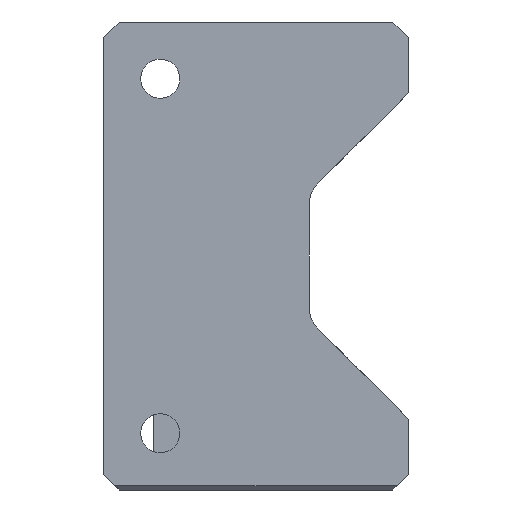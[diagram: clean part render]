
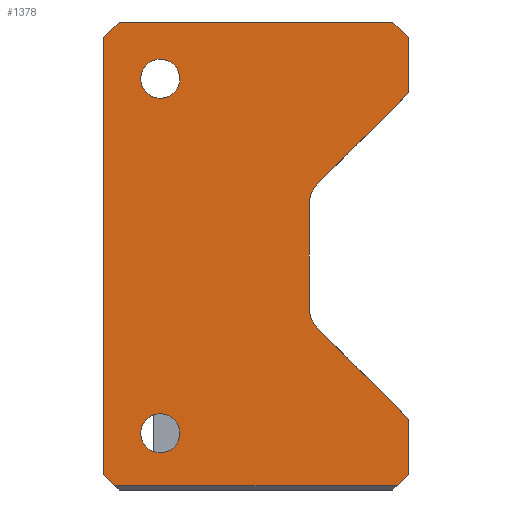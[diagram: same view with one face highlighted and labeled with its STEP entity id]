
A CAD part, front view. The second image highlights one B-rep face of the part: STEP entity #1378.
In plain terms, the highlighted face is planar.
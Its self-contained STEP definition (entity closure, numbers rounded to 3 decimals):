
#24=FACE_BOUND('',#168,.T.);
#25=FACE_BOUND('',#169,.T.);
#45=CIRCLE('',#1467,4.);
#47=CIRCLE('',#1474,4.);
#48=CIRCLE('',#1487,2.75);
#49=CIRCLE('',#1488,2.75);
#89=FACE_OUTER_BOUND('',#167,.T.);
#167=EDGE_LOOP('',(#1047,#1048,#1049,#1050,#1051,#1052,#1053,#1054,#1055,
#1056,#1057,#1058,#1059,#1060));
#168=EDGE_LOOP('',(#1061));
#169=EDGE_LOOP('',(#1062));
#251=LINE('',#1980,#419);
#275=LINE('',#2047,#443);
#285=LINE('',#2076,#453);
#290=LINE('',#2092,#458);
#313=LINE('',#2139,#481);
#315=LINE('',#2142,#483);
#316=LINE('',#2144,#484);
#317=LINE('',#2146,#485);
#318=LINE('',#2148,#486);
#319=LINE('',#2150,#487);
#320=LINE('',#2152,#488);
#321=LINE('',#2153,#489);
#419=VECTOR('',#1581,10.);
#443=VECTOR('',#1637,10.);
#453=VECTOR('',#1663,10.);
#458=VECTOR('',#1680,10.);
#481=VECTOR('',#1723,10.);
#483=VECTOR('',#1727,10.);
#484=VECTOR('',#1728,10.);
#485=VECTOR('',#1729,10.);
#486=VECTOR('',#1730,10.);
#487=VECTOR('',#1731,10.);
#488=VECTOR('',#1732,10.);
#489=VECTOR('',#1733,10.);
#587=VERTEX_POINT('',#1977);
#588=VERTEX_POINT('',#1979);
#614=VERTEX_POINT('',#2044);
#615=VERTEX_POINT('',#2046);
#620=VERTEX_POINT('',#2064);
#622=VERTEX_POINT('',#2073);
#623=VERTEX_POINT('',#2075);
#625=VERTEX_POINT('',#2087);
#639=VERTEX_POINT('',#2138);
#640=VERTEX_POINT('',#2143);
#641=VERTEX_POINT('',#2145);
#642=VERTEX_POINT('',#2147);
#643=VERTEX_POINT('',#2149);
#644=VERTEX_POINT('',#2151);
#645=VERTEX_POINT('',#2154);
#646=VERTEX_POINT('',#2156);
#712=EDGE_CURVE('',#587,#588,#251,.T.);
#745=EDGE_CURVE('',#614,#615,#275,.T.);
#753=EDGE_CURVE('',#615,#620,#45,.T.);
#759=EDGE_CURVE('',#622,#623,#285,.T.);
#765=EDGE_CURVE('',#625,#622,#47,.T.);
#767=EDGE_CURVE('',#620,#625,#290,.T.);
#790=EDGE_CURVE('',#588,#639,#313,.T.);
#792=EDGE_CURVE('',#587,#623,#315,.T.);
#793=EDGE_CURVE('',#614,#640,#316,.T.);
#794=EDGE_CURVE('',#641,#640,#317,.T.);
#795=EDGE_CURVE('',#641,#642,#318,.T.);
#796=EDGE_CURVE('',#643,#642,#319,.T.);
#797=EDGE_CURVE('',#643,#644,#320,.T.);
#798=EDGE_CURVE('',#639,#644,#321,.T.);
#799=EDGE_CURVE('',#645,#645,#48,.T.);
#800=EDGE_CURVE('',#646,#646,#49,.T.);
#1047=ORIENTED_EDGE('',*,*,#790,.F.);
#1048=ORIENTED_EDGE('',*,*,#712,.F.);
#1049=ORIENTED_EDGE('',*,*,#792,.T.);
#1050=ORIENTED_EDGE('',*,*,#759,.F.);
#1051=ORIENTED_EDGE('',*,*,#765,.F.);
#1052=ORIENTED_EDGE('',*,*,#767,.F.);
#1053=ORIENTED_EDGE('',*,*,#753,.F.);
#1054=ORIENTED_EDGE('',*,*,#745,.F.);
#1055=ORIENTED_EDGE('',*,*,#793,.T.);
#1056=ORIENTED_EDGE('',*,*,#794,.F.);
#1057=ORIENTED_EDGE('',*,*,#795,.T.);
#1058=ORIENTED_EDGE('',*,*,#796,.F.);
#1059=ORIENTED_EDGE('',*,*,#797,.T.);
#1060=ORIENTED_EDGE('',*,*,#798,.F.);
#1061=ORIENTED_EDGE('',*,*,#799,.T.);
#1062=ORIENTED_EDGE('',*,*,#800,.T.);
#1307=PLANE('',#1486);
#1378=ADVANCED_FACE('',(#89,#24,#25),#1307,.T.);
#1467=AXIS2_PLACEMENT_3D('',#2065,#1652,#1653);
#1474=AXIS2_PLACEMENT_3D('',#2089,#1675,#1676);
#1486=AXIS2_PLACEMENT_3D('',#2141,#1725,#1726);
#1487=AXIS2_PLACEMENT_3D('',#2155,#1734,#1735);
#1488=AXIS2_PLACEMENT_3D('',#2157,#1736,#1737);
#1581=DIRECTION('',(-0.707,0.,0.707));
#1637=DIRECTION('',(-0.707,0.,0.707));
#1652=DIRECTION('center_axis',(0.,1.,0.));
#1653=DIRECTION('ref_axis',(-0.924,0.,-0.383));
#1663=DIRECTION('',(0.707,0.,0.707));
#1675=DIRECTION('center_axis',(0.,1.,0.));
#1676=DIRECTION('ref_axis',(-0.924,0.,0.383));
#1680=DIRECTION('',(0.,0.,1.));
#1723=DIRECTION('',(-1.,0.,0.));
#1725=DIRECTION('center_axis',(0.,1.,0.));
#1726=DIRECTION('ref_axis',(0.,0.,1.));
#1727=DIRECTION('',(0.,0.,-1.));
#1728=DIRECTION('',(0.,0.,-1.));
#1729=DIRECTION('',(0.707,0.,0.707));
#1730=DIRECTION('',(-1.,0.,0.));
#1731=DIRECTION('',(0.707,0.,-0.707));
#1732=DIRECTION('',(0.,0.,1.));
#1733=DIRECTION('',(-0.707,0.,-0.707));
#1734=DIRECTION('center_axis',(0.,-1.,0.));
#1735=DIRECTION('ref_axis',(-1.,0.,0.));
#1736=DIRECTION('center_axis',(0.,-1.,0.));
#1737=DIRECTION('ref_axis',(-1.,0.,0.));
#1977=CARTESIAN_POINT('',(24.,19.,22.8));
#1979=CARTESIAN_POINT('',(22.4,19.,24.4));
#1980=CARTESIAN_POINT('',(29.4,19.,17.4));
#2044=CARTESIAN_POINT('',(24.,19.,-31.));
#2046=CARTESIAN_POINT('',(11.172,19.,-18.172));
#2047=CARTESIAN_POINT('',(24.,19.,-31.));
#2064=CARTESIAN_POINT('',(10.,19.,-15.343));
#2065=CARTESIAN_POINT('Origin',(14.,19.,-15.343));
#2073=CARTESIAN_POINT('',(11.172,19.,2.172));
#2075=CARTESIAN_POINT('',(24.,19.,15.));
#2076=CARTESIAN_POINT('',(10.,19.,1.));
#2087=CARTESIAN_POINT('',(10.,19.,-0.657));
#2089=CARTESIAN_POINT('Origin',(14.,19.,-0.657));
#2092=CARTESIAN_POINT('',(10.,19.,-17.));
#2138=CARTESIAN_POINT('',(-17.4,19.,24.4));
#2139=CARTESIAN_POINT('',(0.,19.,24.4));
#2141=CARTESIAN_POINT('Origin',(0.,19.,-25.));
#2142=CARTESIAN_POINT('',(24.,19.,25.));
#2143=CARTESIAN_POINT('',(24.,19.,-38.8));
#2144=CARTESIAN_POINT('',(24.,19.,25.));
#2145=CARTESIAN_POINT('',(21.8,19.,-41.));
#2146=CARTESIAN_POINT('',(20.9,19.,-41.9));
#2147=CARTESIAN_POINT('',(-16.8,19.,-41.));
#2148=CARTESIAN_POINT('',(8.,19.,-41.));
#2149=CARTESIAN_POINT('',(-19.,19.,-38.8));
#2150=CARTESIAN_POINT('',(-17.15,19.,-40.65));
#2151=CARTESIAN_POINT('',(-19.,19.,22.8));
#2152=CARTESIAN_POINT('',(-19.,19.,-41.));
#2153=CARTESIAN_POINT('',(-25.65,19.,16.15));
#2154=CARTESIAN_POINT('',(-8.25,19.,-33.));
#2155=CARTESIAN_POINT('Origin',(-11.,19.,-33.));
#2156=CARTESIAN_POINT('',(-8.25,19.,17.));
#2157=CARTESIAN_POINT('Origin',(-11.,19.,17.));
